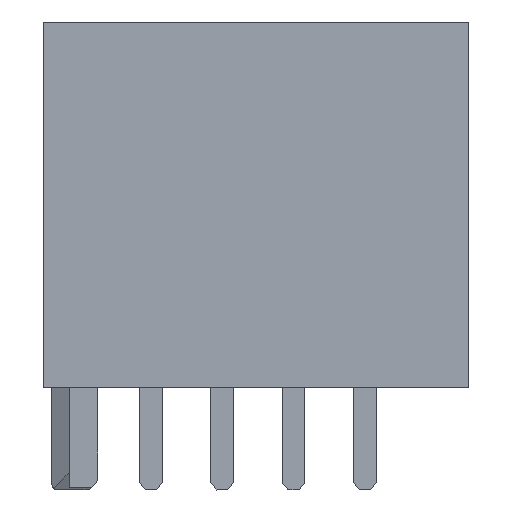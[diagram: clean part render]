
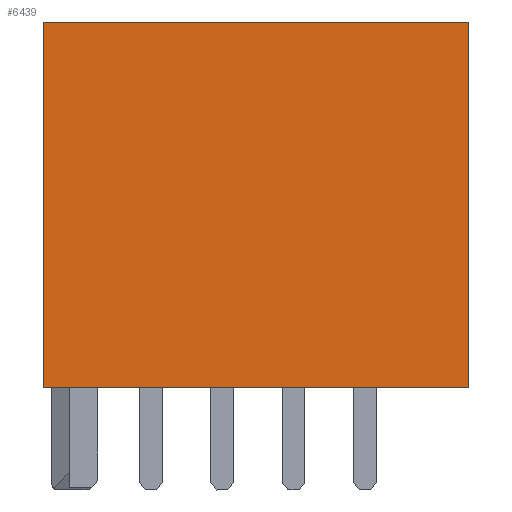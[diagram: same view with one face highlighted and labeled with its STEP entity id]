
A CAD part, left-side view. The second image highlights one B-rep face of the part: STEP entity #6439.
In plain terms, the highlighted face is planar.
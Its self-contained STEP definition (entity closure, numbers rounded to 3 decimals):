
#620=ORIENTED_EDGE('',*,*,#2432,.F.);
#621=ORIENTED_EDGE('',*,*,#2314,.F.);
#622=ORIENTED_EDGE('',*,*,#2433,.F.);
#623=ORIENTED_EDGE('',*,*,#2434,.F.);
#2314=EDGE_CURVE('',#3227,#3228,#3876,.T.);
#2432=EDGE_CURVE('',#3228,#3309,#3994,.T.);
#2433=EDGE_CURVE('',#3310,#3227,#3995,.T.);
#2434=EDGE_CURVE('',#3309,#3310,#3996,.T.);
#3227=VERTEX_POINT('',#9375);
#3228=VERTEX_POINT('',#9377);
#3309=VERTEX_POINT('',#9602);
#3310=VERTEX_POINT('',#9604);
#3876=LINE('',#9376,#4789);
#3994=LINE('',#9601,#4907);
#3995=LINE('',#9603,#4908);
#3996=LINE('',#9605,#4909);
#4789=VECTOR('',#7486,1000.);
#4907=VECTOR('',#7656,1000.);
#4908=VECTOR('',#7657,1000.);
#4909=VECTOR('',#7658,1000.);
#5460=EDGE_LOOP('',(#620,#621,#622,#623));
#5800=FACE_BOUND('',#5460,.T.);
#6132=PLANE('',#6798);
#6439=ADVANCED_FACE('',(#5800),#6132,.F.);
#6798=AXIS2_PLACEMENT_3D('',#9600,#7654,#7655);
#7486=DIRECTION('',(1.,0.,0.));
#7654=DIRECTION('',(0.,1.,0.));
#7655=DIRECTION('',(0.,0.,1.));
#7656=DIRECTION('',(0.,0.,-1.));
#7657=DIRECTION('',(0.,0.,1.));
#7658=DIRECTION('',(-1.,0.,0.));
#9375=CARTESIAN_POINT('',(-7.45,0.,6.4));
#9376=CARTESIAN_POINT('',(-7.45,0.,6.4));
#9377=CARTESIAN_POINT('',(7.45,0.,6.4));
#9600=CARTESIAN_POINT('',(0.,0.,0.));
#9601=CARTESIAN_POINT('',(7.45,0.,6.4));
#9602=CARTESIAN_POINT('',(7.45,0.,-6.4));
#9603=CARTESIAN_POINT('',(-7.45,0.,-6.4));
#9604=CARTESIAN_POINT('',(-7.45,0.,-6.4));
#9605=CARTESIAN_POINT('',(7.45,0.,-6.4));
